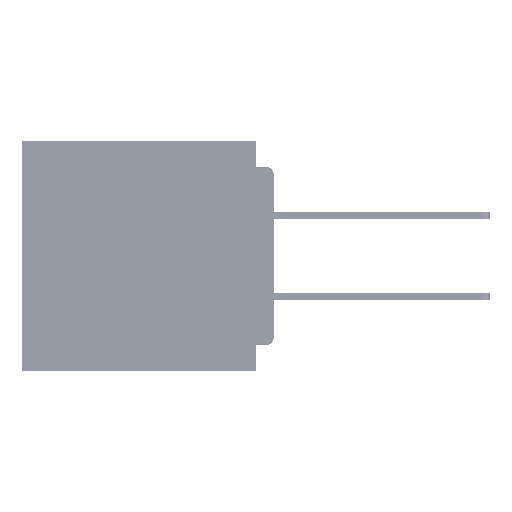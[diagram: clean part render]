
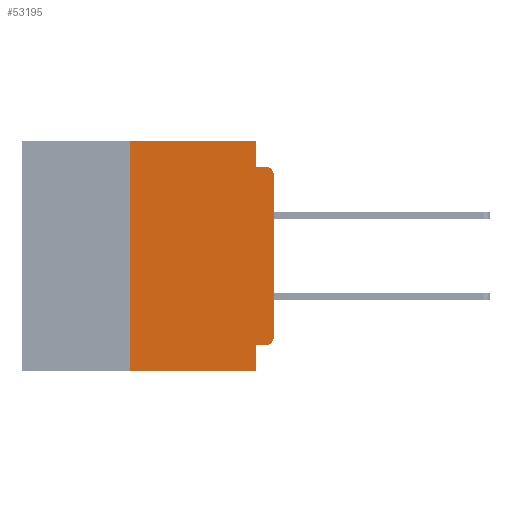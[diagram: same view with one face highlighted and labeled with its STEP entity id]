
A CAD part, left-side view. The second image highlights one B-rep face of the part: STEP entity #53195.
In plain terms, the highlighted planar face has unit normal (-1, 0, 0).
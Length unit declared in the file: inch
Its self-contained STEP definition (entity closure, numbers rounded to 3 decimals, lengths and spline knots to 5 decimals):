
#2679 = CARTESIAN_POINT ( 'NONE',  ( 0., 0.437, 0. ) ) ;
#3456 = CARTESIAN_POINT ( 'NONE',  ( 0., 0., -0.045 ) ) ;
#4405 = DIRECTION ( 'NONE',  ( 0., 0., -1. ) ) ;
#4467 = CARTESIAN_POINT ( 'NONE',  ( 0., 0.031, -0.045 ) ) ;
#6279 = VERTEX_POINT ( 'NONE', #40774 ) ;
#7076 = DIRECTION ( 'NONE',  ( 0., 0., 1. ) ) ;
#7672 = EDGE_CURVE ( 'NONE', #12815, #12185, #66586, .T. ) ;
#8128 = VECTOR ( 'NONE', #4405, 39.37008 ) ;
#8306 = VERTEX_POINT ( 'NONE', #57291 ) ;
#10375 = EDGE_CURVE ( 'NONE', #12815, #8306, #63737, .T. ) ;
#11093 = EDGE_CURVE ( 'NONE', #6279, #18639, #34500, .T. ) ;
#11320 = DIRECTION ( 'NONE',  ( 0., -1., 0. ) ) ;
#12185 = VERTEX_POINT ( 'NONE', #34480 ) ;
#12602 = VERTEX_POINT ( 'NONE', #64433 ) ;
#12815 = VERTEX_POINT ( 'NONE', #55862 ) ;
#16248 = ORIENTED_EDGE ( 'NONE', *, *, #39599, .T. ) ;
#18268 = EDGE_CURVE ( 'NONE', #6279, #12602, #55102, .T. ) ;
#18392 = CIRCLE ( 'NONE', #27918, 0.015 ) ;
#18639 = VERTEX_POINT ( 'NONE', #52939 ) ;
#18793 = LINE ( 'NONE', #61793, #31399 ) ;
#19086 = DIRECTION ( 'NONE',  ( 0., 0., 1. ) ) ;
#20034 = ORIENTED_EDGE ( 'NONE', *, *, #11093, .T. ) ;
#21031 = ORIENTED_EDGE ( 'NONE', *, *, #18268, .F. ) ;
#21244 = DIRECTION ( 'NONE',  ( -1., 0., 0. ) ) ;
#21283 = VERTEX_POINT ( 'NONE', #67462 ) ;
#23777 = AXIS2_PLACEMENT_3D ( 'NONE', #53331, #21244, #58640 ) ;
#24252 = DIRECTION ( 'NONE',  ( 1., 0., 0. ) ) ;
#24329 = EDGE_LOOP ( 'NONE', ( #16248, #34809, #43966, #68020, #30083, #21031, #20034, #37114, #48195, #65201 ) ) ;
#25359 = CARTESIAN_POINT ( 'NONE',  ( 0., 0., -0.355 ) ) ;
#25735 = VERTEX_POINT ( 'NONE', #52834 ) ;
#26124 = CARTESIAN_POINT ( 'NONE',  ( 0., 0.015, -0.06 ) ) ;
#27918 = AXIS2_PLACEMENT_3D ( 'NONE', #26124, #63412, #31523 ) ;
#28264 = CARTESIAN_POINT ( 'NONE',  ( 0., 0.031, 0. ) ) ;
#30083 = ORIENTED_EDGE ( 'NONE', *, *, #57718, .F. ) ;
#30188 = DIRECTION ( 'NONE',  ( 0., -1., 0. ) ) ;
#30889 = CARTESIAN_POINT ( 'NONE',  ( 0., 0.015, -0.045 ) ) ;
#31399 = VECTOR ( 'NONE', #19086, 39.37008 ) ;
#31523 = DIRECTION ( 'NONE',  ( 0., 0., -1. ) ) ;
#31852 = FACE_OUTER_BOUND ( 'NONE', #24329, .T. ) ;
#32945 = LINE ( 'NONE', #55388, #59618 ) ;
#34480 = CARTESIAN_POINT ( 'NONE',  ( 0., 0.031, -0.355 ) ) ;
#34500 = LINE ( 'NONE', #53923, #47061 ) ;
#34625 = VECTOR ( 'NONE', #49796, 39.37008 ) ;
#34809 = ORIENTED_EDGE ( 'NONE', *, *, #53425, .T. ) ;
#36526 = CARTESIAN_POINT ( 'NONE',  ( 0., 0.031, -0.4 ) ) ;
#37114 = ORIENTED_EDGE ( 'NONE', *, *, #55451, .F. ) ;
#37362 = EDGE_CURVE ( 'NONE', #61096, #63633, #39145, .T. ) ;
#38436 = VECTOR ( 'NONE', #30188, 39.37008 ) ;
#39145 = LINE ( 'NONE', #3456, #38436 ) ;
#39599 = EDGE_CURVE ( 'NONE', #8306, #21283, #18793, .T. ) ;
#40774 = CARTESIAN_POINT ( 'NONE',  ( 0., 0.25, -0.4 ) ) ;
#42592 = VECTOR ( 'NONE', #7076, 39.37008 ) ;
#43620 = AXIS2_PLACEMENT_3D ( 'NONE', #2679, #24252, #61582 ) ;
#43966 = ORIENTED_EDGE ( 'NONE', *, *, #37362, .F. ) ;
#46909 = DIRECTION ( 'NONE',  ( 0., 1., 0. ) ) ;
#47061 = VECTOR ( 'NONE', #11320, 39.37008 ) ;
#48195 = ORIENTED_EDGE ( 'NONE', *, *, #7672, .F. ) ;
#49171 = LINE ( 'NONE', #36526, #8128 ) ;
#49796 = DIRECTION ( 'NONE',  ( 0., 0., -1. ) ) ;
#52834 = CARTESIAN_POINT ( 'NONE',  ( 0., 0.031, 0. ) ) ;
#52939 = CARTESIAN_POINT ( 'NONE',  ( 0., 0.031, -0.4 ) ) ;
#53195 = ADVANCED_FACE ( 'NONE', ( #31852 ), #56304, .F. ) ;
#53331 = CARTESIAN_POINT ( 'NONE',  ( 0., 0.015, -0.34 ) ) ;
#53425 = EDGE_CURVE ( 'NONE', #21283, #63633, #18392, .T. ) ;
#53923 = CARTESIAN_POINT ( 'NONE',  ( 0., 0.437, -0.4 ) ) ;
#55102 = LINE ( 'NONE', #55285, #42592 ) ;
#55157 = DIRECTION ( 'NONE',  ( 0., -1., 0. ) ) ;
#55285 = CARTESIAN_POINT ( 'NONE',  ( 0., 0.25, -0.4 ) ) ;
#55388 = CARTESIAN_POINT ( 'NONE',  ( 0., 0.437, 0. ) ) ;
#55451 = EDGE_CURVE ( 'NONE', #12185, #18639, #49171, .T. ) ;
#55862 = CARTESIAN_POINT ( 'NONE',  ( 0., 0.015, -0.355 ) ) ;
#56304 = PLANE ( 'NONE',  #43620 ) ;
#57291 = CARTESIAN_POINT ( 'NONE',  ( 0., 0., -0.34 ) ) ;
#57683 = EDGE_CURVE ( 'NONE', #25735, #61096, #62937, .T. ) ;
#57718 = EDGE_CURVE ( 'NONE', #12602, #25735, #32945, .T. ) ;
#58640 = DIRECTION ( 'NONE',  ( 0., 0., -1. ) ) ;
#59618 = VECTOR ( 'NONE', #55157, 39.37008 ) ;
#61096 = VERTEX_POINT ( 'NONE', #4467 ) ;
#61582 = DIRECTION ( 'NONE',  ( 0., 0., -1. ) ) ;
#61793 = CARTESIAN_POINT ( 'NONE',  ( 0., 0., 0. ) ) ;
#62937 = LINE ( 'NONE', #28264, #34625 ) ;
#63332 = VECTOR ( 'NONE', #46909, 39.37008 ) ;
#63412 = DIRECTION ( 'NONE',  ( -1., 0., 0. ) ) ;
#63633 = VERTEX_POINT ( 'NONE', #30889 ) ;
#63737 = CIRCLE ( 'NONE', #23777, 0.015 ) ;
#64433 = CARTESIAN_POINT ( 'NONE',  ( 0., 0.25, 0. ) ) ;
#65201 = ORIENTED_EDGE ( 'NONE', *, *, #10375, .T. ) ;
#66586 = LINE ( 'NONE', #25359, #63332 ) ;
#67462 = CARTESIAN_POINT ( 'NONE',  ( 0., 0., -0.06 ) ) ;
#68020 = ORIENTED_EDGE ( 'NONE', *, *, #57683, .F. ) ;
